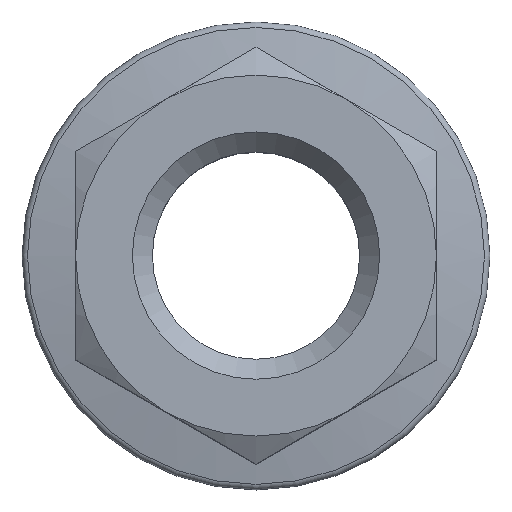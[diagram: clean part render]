
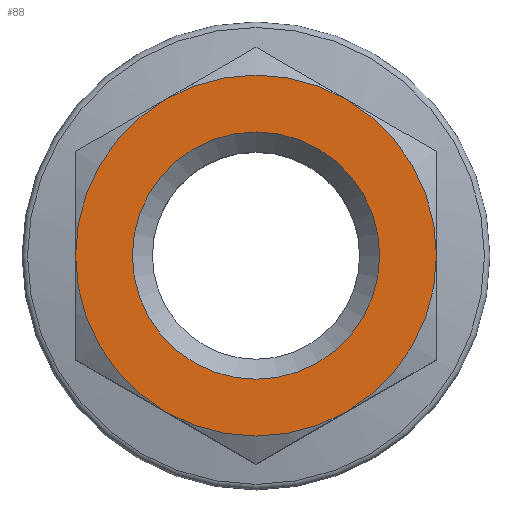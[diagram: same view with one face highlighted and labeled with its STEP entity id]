
A CAD part, top view. The second image highlights one B-rep face of the part: STEP entity #88.
In plain terms, the highlighted planar face has unit normal (0, 0, 1).
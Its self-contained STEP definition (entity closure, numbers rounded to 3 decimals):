
#88 = ADVANCED_FACE( '', ( #128, #129 ), #130, .T. );
#128 = FACE_BOUND( '', #179, .T. );
#129 = FACE_OUTER_BOUND( '', #180, .T. );
#130 = PLANE( '', #181 );
#179 = EDGE_LOOP( '', ( #287 ) );
#180 = EDGE_LOOP( '', ( #288, #289, #290, #291, #292, #293 ) );
#181 = AXIS2_PLACEMENT_3D( '', #294, #295, #296 );
#287 = ORIENTED_EDGE( '', *, *, #359, .T. );
#288 = ORIENTED_EDGE( '', *, *, #367, .T. );
#289 = ORIENTED_EDGE( '', *, *, #368, .T. );
#290 = ORIENTED_EDGE( '', *, *, #370, .T. );
#291 = ORIENTED_EDGE( '', *, *, #371, .T. );
#292 = ORIENTED_EDGE( '', *, *, #372, .T. );
#293 = ORIENTED_EDGE( '', *, *, #369, .T. );
#294 = CARTESIAN_POINT( '', ( -13.5, 23.383, 20. ) );
#295 = DIRECTION( '', ( 0., 0., 1. ) );
#296 = DIRECTION( '', ( 1., 0., 0. ) );
#359 = EDGE_CURVE( '', #415, #415, #416, .F. );
#367 = EDGE_CURVE( '', #401, #381, #429, .T. );
#368 = EDGE_CURVE( '', #381, #421, #430, .T. );
#369 = EDGE_CURVE( '', #406, #401, #431, .T. );
#370 = EDGE_CURVE( '', #421, #426, #432, .T. );
#371 = EDGE_CURVE( '', #426, #433, #434, .T. );
#372 = EDGE_CURVE( '', #433, #406, #435, .T. );
#381 = VERTEX_POINT( '', #454 );
#401 = VERTEX_POINT( '', #529 );
#406 = VERTEX_POINT( '', #547 );
#415 = VERTEX_POINT( '', #569 );
#416 = CIRCLE( '', #570, 9.25 );
#421 = VERTEX_POINT( '', #576 );
#426 = VERTEX_POINT( '', #594 );
#429 = CIRCLE( '', #609, 13.5 );
#430 = CIRCLE( '', #610, 13.5 );
#431 = CIRCLE( '', #611, 13.5 );
#432 = CIRCLE( '', #612, 13.5 );
#433 = VERTEX_POINT( '', #613 );
#434 = CIRCLE( '', #614, 13.5 );
#435 = CIRCLE( '', #615, 13.5 );
#454 = CARTESIAN_POINT( '', ( 6.75, 11.691, 20. ) );
#529 = CARTESIAN_POINT( '', ( 13.5, 0., 20. ) );
#547 = CARTESIAN_POINT( '', ( 6.75, -11.691, 20. ) );
#569 = CARTESIAN_POINT( '', ( 9.25, 0., 20. ) );
#570 = AXIS2_PLACEMENT_3D( '', #651, #652, #653 );
#576 = CARTESIAN_POINT( '', ( -6.75, 11.691, 20. ) );
#594 = CARTESIAN_POINT( '', ( -13.5, 0., 20. ) );
#609 = AXIS2_PLACEMENT_3D( '', #659, #660, #661 );
#610 = AXIS2_PLACEMENT_3D( '', #662, #663, #664 );
#611 = AXIS2_PLACEMENT_3D( '', #665, #666, #667 );
#612 = AXIS2_PLACEMENT_3D( '', #668, #669, #670 );
#613 = CARTESIAN_POINT( '', ( -6.75, -11.691, 20. ) );
#614 = AXIS2_PLACEMENT_3D( '', #671, #672, #673 );
#615 = AXIS2_PLACEMENT_3D( '', #674, #675, #676 );
#651 = CARTESIAN_POINT( '', ( 0., 0., 20. ) );
#652 = DIRECTION( '', ( 0., 0., 1. ) );
#653 = DIRECTION( '', ( 1., 0., 0. ) );
#659 = CARTESIAN_POINT( '', ( 0., 0., 20. ) );
#660 = DIRECTION( '', ( 0., 0., 1. ) );
#661 = DIRECTION( '', ( 1., 0., 0. ) );
#662 = CARTESIAN_POINT( '', ( 0., 0., 20. ) );
#663 = DIRECTION( '', ( 0., 0., 1. ) );
#664 = DIRECTION( '', ( 1., 0., 0. ) );
#665 = CARTESIAN_POINT( '', ( 0., 0., 20. ) );
#666 = DIRECTION( '', ( 0., 0., 1. ) );
#667 = DIRECTION( '', ( 1., 0., 0. ) );
#668 = CARTESIAN_POINT( '', ( 0., 0., 20. ) );
#669 = DIRECTION( '', ( 0., 0., 1. ) );
#670 = DIRECTION( '', ( 1., 0., 0. ) );
#671 = CARTESIAN_POINT( '', ( 0., 0., 20. ) );
#672 = DIRECTION( '', ( 0., 0., 1. ) );
#673 = DIRECTION( '', ( 1., 0., 0. ) );
#674 = CARTESIAN_POINT( '', ( 0., 0., 20. ) );
#675 = DIRECTION( '', ( 0., 0., 1. ) );
#676 = DIRECTION( '', ( 1., 0., 0. ) );
